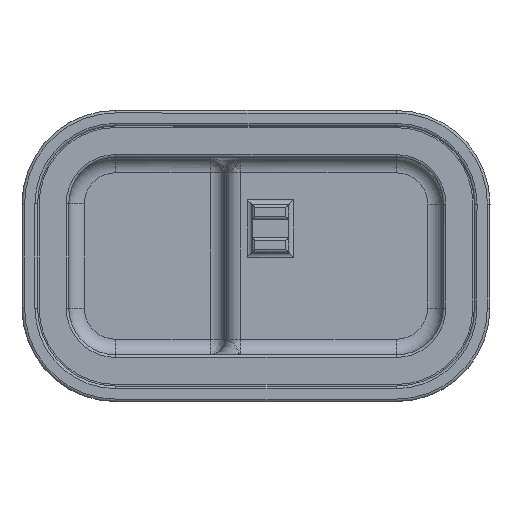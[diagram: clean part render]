
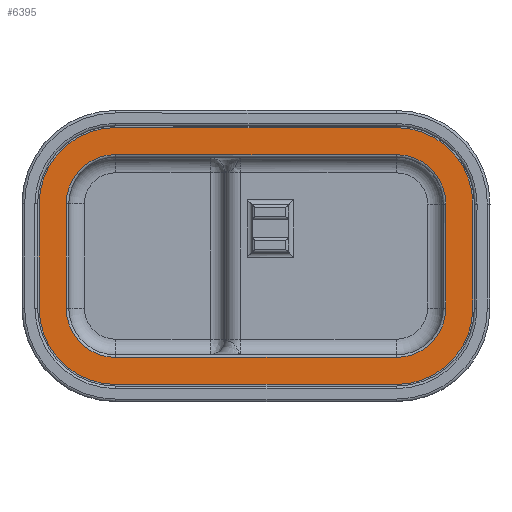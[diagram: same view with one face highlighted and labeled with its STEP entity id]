
A CAD part, front view. The second image highlights one B-rep face of the part: STEP entity #6395.
In plain terms, the highlighted planar face has unit normal (0, -1, 0).
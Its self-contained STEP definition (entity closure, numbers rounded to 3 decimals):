
#184=FACE_BOUND('',#1796,.T.);
#373=PLANE('',#6863);
#450=LINE('',#9521,#818);
#452=LINE('',#9533,#820);
#454=LINE('',#9545,#822);
#456=LINE('',#9554,#824);
#467=LINE('',#9603,#835);
#468=LINE('',#9607,#836);
#469=LINE('',#9611,#837);
#470=LINE('',#9614,#838);
#818=VECTOR('',#7617,10.);
#820=VECTOR('',#7631,10.);
#822=VECTOR('',#7645,10.);
#824=VECTOR('',#7657,10.);
#835=VECTOR('',#7684,10.);
#836=VECTOR('',#7687,10.);
#837=VECTOR('',#7690,10.);
#838=VECTOR('',#7693,10.);
#1359=FACE_OUTER_BOUND('',#1795,.T.);
#1795=EDGE_LOOP('',(#4367,#4368,#4369,#4370,#4371,#4372,#4373,#4374));
#1796=EDGE_LOOP('',(#4375,#4376,#4377,#4378,#4379,#4380,#4381,#4382));
#2248=CIRCLE('',#6837,4.75);
#2251=CIRCLE('',#6842,4.75);
#2255=CIRCLE('',#6848,4.75);
#2259=CIRCLE('',#6854,4.75);
#2263=CIRCLE('',#6864,7.35);
#2264=CIRCLE('',#6865,7.35);
#2265=CIRCLE('',#6866,7.35);
#2266=CIRCLE('',#6867,7.35);
#2706=VERTEX_POINT('',#9509);
#2709=VERTEX_POINT('',#9514);
#2711=VERTEX_POINT('',#9519);
#2713=VERTEX_POINT('',#9525);
#2715=VERTEX_POINT('',#9531);
#2717=VERTEX_POINT('',#9537);
#2719=VERTEX_POINT('',#9543);
#2721=VERTEX_POINT('',#9549);
#2730=VERTEX_POINT('',#9599);
#2731=VERTEX_POINT('',#9600);
#2732=VERTEX_POINT('',#9602);
#2733=VERTEX_POINT('',#9604);
#2734=VERTEX_POINT('',#9606);
#2735=VERTEX_POINT('',#9608);
#2736=VERTEX_POINT('',#9610);
#2737=VERTEX_POINT('',#9612);
#3309=EDGE_CURVE('',#2709,#2706,#2248,.T.);
#3311=EDGE_CURVE('',#2711,#2709,#450,.T.);
#3314=EDGE_CURVE('',#2713,#2711,#2251,.T.);
#3317=EDGE_CURVE('',#2715,#2713,#452,.T.);
#3320=EDGE_CURVE('',#2717,#2715,#2255,.T.);
#3323=EDGE_CURVE('',#2719,#2717,#454,.T.);
#3326=EDGE_CURVE('',#2721,#2719,#2259,.T.);
#3328=EDGE_CURVE('',#2706,#2721,#456,.T.);
#3342=EDGE_CURVE('',#2730,#2731,#2263,.T.);
#3343=EDGE_CURVE('',#2732,#2730,#467,.T.);
#3344=EDGE_CURVE('',#2733,#2732,#2264,.T.);
#3345=EDGE_CURVE('',#2734,#2733,#468,.T.);
#3346=EDGE_CURVE('',#2735,#2734,#2265,.T.);
#3347=EDGE_CURVE('',#2736,#2735,#469,.T.);
#3348=EDGE_CURVE('',#2737,#2736,#2266,.T.);
#3349=EDGE_CURVE('',#2731,#2737,#470,.T.);
#4367=ORIENTED_EDGE('',*,*,#3342,.F.);
#4368=ORIENTED_EDGE('',*,*,#3343,.F.);
#4369=ORIENTED_EDGE('',*,*,#3344,.F.);
#4370=ORIENTED_EDGE('',*,*,#3345,.F.);
#4371=ORIENTED_EDGE('',*,*,#3346,.F.);
#4372=ORIENTED_EDGE('',*,*,#3347,.F.);
#4373=ORIENTED_EDGE('',*,*,#3348,.F.);
#4374=ORIENTED_EDGE('',*,*,#3349,.F.);
#4375=ORIENTED_EDGE('',*,*,#3309,.F.);
#4376=ORIENTED_EDGE('',*,*,#3311,.F.);
#4377=ORIENTED_EDGE('',*,*,#3314,.F.);
#4378=ORIENTED_EDGE('',*,*,#3317,.F.);
#4379=ORIENTED_EDGE('',*,*,#3320,.F.);
#4380=ORIENTED_EDGE('',*,*,#3323,.F.);
#4381=ORIENTED_EDGE('',*,*,#3326,.F.);
#4382=ORIENTED_EDGE('',*,*,#3328,.F.);
#6395=ADVANCED_FACE('',(#1359,#184),#373,.F.);
#6837=AXIS2_PLACEMENT_3D('',#9516,#7611,#7612);
#6842=AXIS2_PLACEMENT_3D('',#9527,#7623,#7624);
#6848=AXIS2_PLACEMENT_3D('',#9539,#7637,#7638);
#6854=AXIS2_PLACEMENT_3D('',#9551,#7651,#7652);
#6863=AXIS2_PLACEMENT_3D('',#9598,#7680,#7681);
#6864=AXIS2_PLACEMENT_3D('',#9601,#7682,#7683);
#6865=AXIS2_PLACEMENT_3D('',#9605,#7685,#7686);
#6866=AXIS2_PLACEMENT_3D('',#9609,#7688,#7689);
#6867=AXIS2_PLACEMENT_3D('',#9613,#7691,#7692);
#7611=DIRECTION('center_axis',(0.,-1.,0.));
#7612=DIRECTION('ref_axis',(-0.707,0.,-0.707));
#7617=DIRECTION('',(0.,0.,-1.));
#7623=DIRECTION('center_axis',(0.,-1.,0.));
#7624=DIRECTION('ref_axis',(-0.707,0.,0.707));
#7631=DIRECTION('',(-1.,0.,0.));
#7637=DIRECTION('center_axis',(0.,-1.,0.));
#7638=DIRECTION('ref_axis',(0.707,0.,0.707));
#7645=DIRECTION('',(0.001,0.,1.));
#7651=DIRECTION('center_axis',(0.,-1.,0.));
#7652=DIRECTION('ref_axis',(0.707,0.,-0.707));
#7657=DIRECTION('',(1.,0.,0.));
#7680=DIRECTION('center_axis',(0.,1.,0.));
#7681=DIRECTION('ref_axis',(1.,0.,0.));
#7682=DIRECTION('center_axis',(0.,1.,0.));
#7683=DIRECTION('ref_axis',(-1.,0.,0.));
#7684=DIRECTION('',(-1.,0.,0.));
#7685=DIRECTION('center_axis',(0.,1.,0.));
#7686=DIRECTION('ref_axis',(0.,0.,-1.));
#7687=DIRECTION('',(-0.001,0.,-1.));
#7688=DIRECTION('center_axis',(0.,1.,0.));
#7689=DIRECTION('ref_axis',(1.,0.,-0.001));
#7690=DIRECTION('',(1.,0.,0.));
#7691=DIRECTION('center_axis',(0.,1.,0.));
#7692=DIRECTION('ref_axis',(0.,0.,1.));
#7693=DIRECTION('',(0.,0.,1.));
#9509=CARTESIAN_POINT('',(4.491,0.,-0.25));
#9514=CARTESIAN_POINT('',(-0.259,0.,4.5));
#9516=CARTESIAN_POINT('Origin',(4.491,0.,4.5));
#9519=CARTESIAN_POINT('',(-0.259,0.,14.509));
#9521=CARTESIAN_POINT('',(-0.259,0.,7.002));
#9525=CARTESIAN_POINT('',(4.493,0.,19.259));
#9527=CARTESIAN_POINT('Origin',(4.491,0.,14.509));
#9531=CARTESIAN_POINT('',(31.504,0.,19.251));
#9533=CARTESIAN_POINT('',(11.246,0.,19.257));
#9537=CARTESIAN_POINT('',(36.252,0.,14.499));
#9539=CARTESIAN_POINT('Origin',(31.502,0.,14.501));
#9543=CARTESIAN_POINT('',(36.246,0.,4.497));
#9545=CARTESIAN_POINT('',(36.251,0.,11.996));
#9549=CARTESIAN_POINT('',(31.496,0.,-0.25));
#9551=CARTESIAN_POINT('Origin',(31.496,0.,4.5));
#9554=CARTESIAN_POINT('',(16.499,0.,-0.25));
#9598=CARTESIAN_POINT('Origin',(17.997,0.,9.505));
#9599=CARTESIAN_POINT('',(4.491,0.,-2.85));
#9600=CARTESIAN_POINT('',(-2.859,0.,4.5));
#9601=CARTESIAN_POINT('Origin',(4.491,0.,4.5));
#9602=CARTESIAN_POINT('',(31.496,0.,-2.85));
#9603=CARTESIAN_POINT('',(4.491,0.,-2.85));
#9604=CARTESIAN_POINT('',(38.846,0.,4.496));
#9605=CARTESIAN_POINT('Origin',(31.496,0.,4.5));
#9606=CARTESIAN_POINT('',(38.852,0.,14.497));
#9607=CARTESIAN_POINT('',(38.846,0.,4.496));
#9608=CARTESIAN_POINT('',(31.504,0.,21.851));
#9609=CARTESIAN_POINT('Origin',(31.502,0.,14.501));
#9610=CARTESIAN_POINT('',(4.494,0.,21.859));
#9611=CARTESIAN_POINT('',(31.504,0.,21.851));
#9612=CARTESIAN_POINT('',(-2.859,0.,14.509));
#9613=CARTESIAN_POINT('Origin',(4.491,0.,14.509));
#9614=CARTESIAN_POINT('',(-2.859,0.,14.509));
